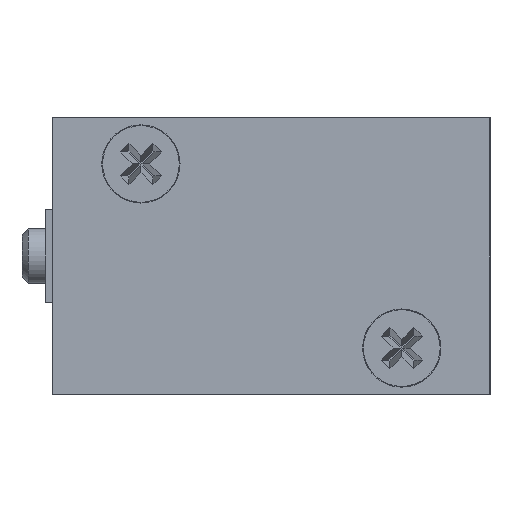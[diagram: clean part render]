
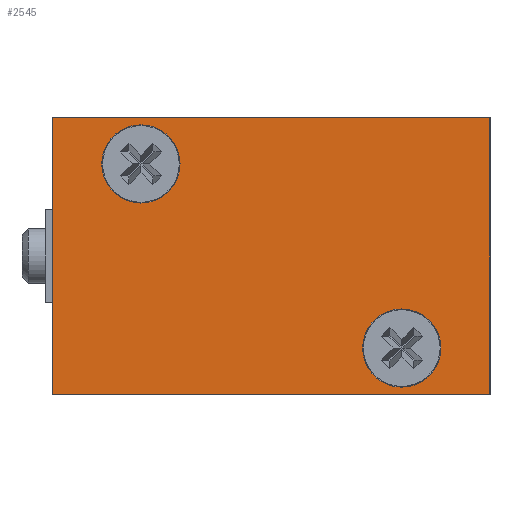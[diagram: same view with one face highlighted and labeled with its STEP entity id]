
A CAD part, left-side view. The second image highlights one B-rep face of the part: STEP entity #2545.
In plain terms, the highlighted planar face has unit normal (-1, 0, 0).
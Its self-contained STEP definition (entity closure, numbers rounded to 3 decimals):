
#292 = EDGE_LOOP ( 'NONE', ( #3622, #3621 ) ) ;
#297 = EDGE_LOOP ( 'NONE', ( #3618, #3616, #3615, #3614 ) ) ;
#340 = VECTOR ( 'NONE', #9911, 1000. ) ;
#341 = LINE ( 'NONE', #9912, #340 ) ;
#342 = VECTOR ( 'NONE', #9913, 1000. ) ;
#343 = CIRCLE ( 'NONE', #8460, 2.55 ) ;
#344 = LINE ( 'NONE', #9914, #342 ) ;
#345 = VECTOR ( 'NONE', #9918, 1000. ) ;
#346 = LINE ( 'NONE', #9919, #345 ) ;
#409 = VERTEX_POINT ( 'NONE', #552 ) ;
#500 = VERTEX_POINT ( 'NONE', #532 ) ;
#532 = CARTESIAN_POINT ( 'NONE',  ( -2.5, -28.5, -9. ) ) ;
#552 = CARTESIAN_POINT ( 'NONE',  ( -2.5, -5.75, 8.55 ) ) ;
#645 = VERTEX_POINT ( 'NONE', #705 ) ;
#705 = CARTESIAN_POINT ( 'NONE',  ( -2.5, -28.5, 9. ) ) ;
#720 = VERTEX_POINT ( 'NONE', #1087 ) ;
#749 = VERTEX_POINT ( 'NONE', #767 ) ;
#767 = CARTESIAN_POINT ( 'NONE',  ( -2.5, -22.75, -8.55 ) ) ;
#777 = VERTEX_POINT ( 'NONE', #848 ) ;
#817 = VERTEX_POINT ( 'NONE', #838 ) ;
#838 = CARTESIAN_POINT ( 'NONE',  ( -2.5, -5.75, 3.45 ) ) ;
#848 = CARTESIAN_POINT ( 'NONE',  ( -2.5, 0., 9. ) ) ;
#858 = CARTESIAN_POINT ( 'NONE',  ( -2.5, 0., -9. ) ) ;
#904 = VERTEX_POINT ( 'NONE', #858 ) ;
#1087 = CARTESIAN_POINT ( 'NONE',  ( -2.5, -22.75, -3.45 ) ) ;
#1238 = LINE ( 'NONE', #9937, #1239 ) ;
#1239 = VECTOR ( 'NONE', #9936, 1000. ) ;
#1694 = EDGE_LOOP ( 'NONE', ( #3620, #3619 ) ) ;
#1788 = EDGE_CURVE ( 'NONE', #500, #904, #1238, .T. ) ;
#1797 = EDGE_CURVE ( 'NONE', #500, #645, #346, .T. ) ;
#1798 = EDGE_CURVE ( 'NONE', #817, #409, #343, .T. ) ;
#1799 = EDGE_CURVE ( 'NONE', #904, #777, #344, .T. ) ;
#1800 = EDGE_CURVE ( 'NONE', #645, #777, #341, .T. ) ;
#1821 = EDGE_CURVE ( 'NONE', #720, #749, #8508, .T. ) ;
#1829 = EDGE_CURVE ( 'NONE', #409, #817, #6772, .T. ) ;
#1835 = EDGE_CURVE ( 'NONE', #749, #720, #6783, .T. ) ;
#2545 = ADVANCED_FACE ( 'NONE', ( #7259, #7260, #7261 ), #5176, .T. ) ;
#3614 = ORIENTED_EDGE ( 'NONE', *, *, #1800, .T. ) ;
#3615 = ORIENTED_EDGE ( 'NONE', *, *, #1797, .T. ) ;
#3616 = ORIENTED_EDGE ( 'NONE', *, *, #1788, .F. ) ;
#3618 = ORIENTED_EDGE ( 'NONE', *, *, #1799, .F. ) ;
#3619 = ORIENTED_EDGE ( 'NONE', *, *, #1798, .F. ) ;
#3620 = ORIENTED_EDGE ( 'NONE', *, *, #1829, .F. ) ;
#3621 = ORIENTED_EDGE ( 'NONE', *, *, #1835, .F. ) ;
#3622 = ORIENTED_EDGE ( 'NONE', *, *, #1821, .F. ) ;
#5159 = DIRECTION ( 'NONE',  ( 0., 0., 1. ) ) ;
#5163 = DIRECTION ( 'NONE',  ( -1., 0., 0. ) ) ;
#5167 = CARTESIAN_POINT ( 'NONE',  ( -2.5, -28.5, 9. ) ) ;
#5176 = PLANE ( 'NONE',  #7617 ) ;
#6539 = DIRECTION ( 'NONE',  ( 0., 0., 1. ) ) ;
#6541 = DIRECTION ( 'NONE',  ( -1., 0., 0. ) ) ;
#6544 = CARTESIAN_POINT ( 'NONE',  ( -2.5, -22.75, -6. ) ) ;
#6585 = DIRECTION ( 'NONE',  ( 0., 0., 1. ) ) ;
#6587 = DIRECTION ( 'NONE',  ( -1., 0., 0. ) ) ;
#6589 = CARTESIAN_POINT ( 'NONE',  ( -2.5, -5.75, 6. ) ) ;
#6772 = CIRCLE ( 'NONE', #8465, 2.55 ) ;
#6783 = CIRCLE ( 'NONE', #8467, 2.55 ) ;
#7259 = FACE_BOUND ( 'NONE', #292, .T. ) ;
#7260 = FACE_BOUND ( 'NONE', #1694, .T. ) ;
#7261 = FACE_OUTER_BOUND ( 'NONE', #297, .T. ) ;
#7617 = AXIS2_PLACEMENT_3D ( 'NONE', #5167, #5163, #5159 ) ;
#8460 = AXIS2_PLACEMENT_3D ( 'NONE', #9917, #9916, #9915 ) ;
#8463 = AXIS2_PLACEMENT_3D ( 'NONE', #9868, #9867, #9866 ) ;
#8465 = AXIS2_PLACEMENT_3D ( 'NONE', #6589, #6587, #6585 ) ;
#8467 = AXIS2_PLACEMENT_3D ( 'NONE', #6544, #6541, #6539 ) ;
#8508 = CIRCLE ( 'NONE', #8463, 2.55 ) ;
#9866 = DIRECTION ( 'NONE',  ( 0., 0., 1. ) ) ;
#9867 = DIRECTION ( 'NONE',  ( -1., 0., 0. ) ) ;
#9868 = CARTESIAN_POINT ( 'NONE',  ( -2.5, -22.75, -6. ) ) ;
#9911 = DIRECTION ( 'NONE',  ( 0., 1., 0. ) ) ;
#9912 = CARTESIAN_POINT ( 'NONE',  ( -2.5, -28.5, 9. ) ) ;
#9913 = DIRECTION ( 'NONE',  ( 0., 0., 1. ) ) ;
#9914 = CARTESIAN_POINT ( 'NONE',  ( -2.5, 0., 9. ) ) ;
#9915 = DIRECTION ( 'NONE',  ( 0., 0., 1. ) ) ;
#9916 = DIRECTION ( 'NONE',  ( -1., 0., 0. ) ) ;
#9917 = CARTESIAN_POINT ( 'NONE',  ( -2.5, -5.75, 6. ) ) ;
#9918 = DIRECTION ( 'NONE',  ( 0., 0., 1. ) ) ;
#9919 = CARTESIAN_POINT ( 'NONE',  ( -2.5, -28.5, 9. ) ) ;
#9936 = DIRECTION ( 'NONE',  ( 0., 1., 0. ) ) ;
#9937 = CARTESIAN_POINT ( 'NONE',  ( -2.5, -28.5, -9. ) ) ;
